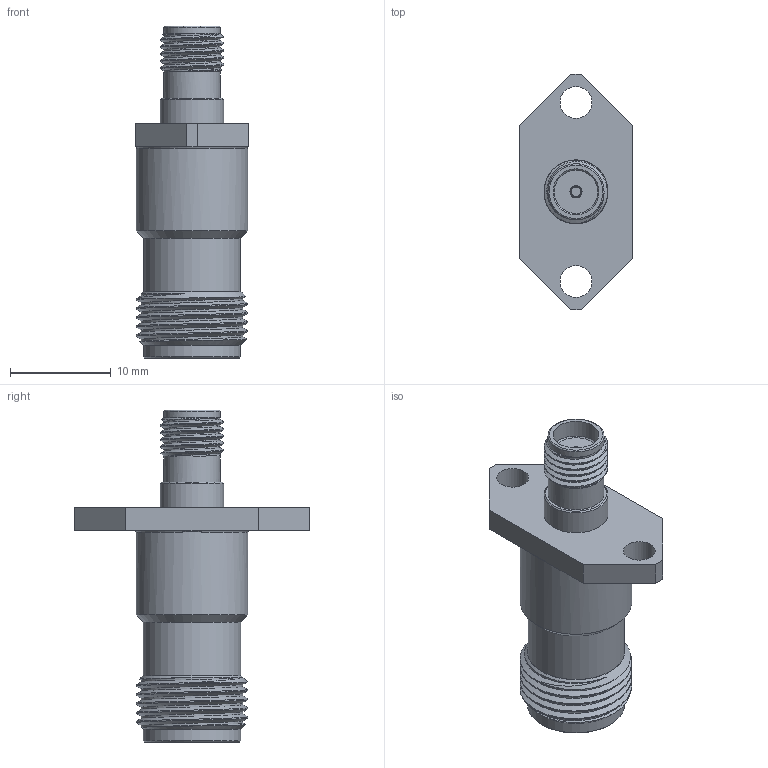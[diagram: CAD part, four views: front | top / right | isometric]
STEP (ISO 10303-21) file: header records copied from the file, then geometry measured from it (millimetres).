
FILE_DESCRIPTION (( 'STEP AP203' ), '1' );
FILE_NAME ('SM4751_3D.step', '2023-01-18T15:48:56', ( '' ), ( '' ), 'SwSTEP 2.0', 'SolidWorks 2022', '' );
FILE_SCHEMA (( 'CONFIG_CONTROL_DESIGN' ));
Length unit declared in the file: inch
Products named in the file (1): SM4751_3D
Bounding box: 11.2 x 23.4 x 33 mm (x, y, z)
Volume: 2167.8 mm3; surface area: 1898.2 mm2
Topology: 1 solids, 1 shells, 102 faces, 249 edges, 158 vertices
Faces by surface type: plane 53, cylinder 20, cone 18, bspline 8, torus 3
Full cylindrical faces by diameter (mm): 0.94 x1, 1.194 x1, 1.346 x1, 1.854 x1, 3.175 x2, 4.572 x2, 5.582 x2, 6.35 x1, 9.652 x2, 11.1 x1
Entity records: 6419 total; most frequent: CARTESIAN_POINT 4215, DIRECTION 426, ORIENTED_EDGE 420, EDGE_CURVE 210, AXIS2_PLACEMENT_3D 171, VERTEX_POINT 144, EDGE_LOOP 138, FACE_OUTER_BOUND 116
